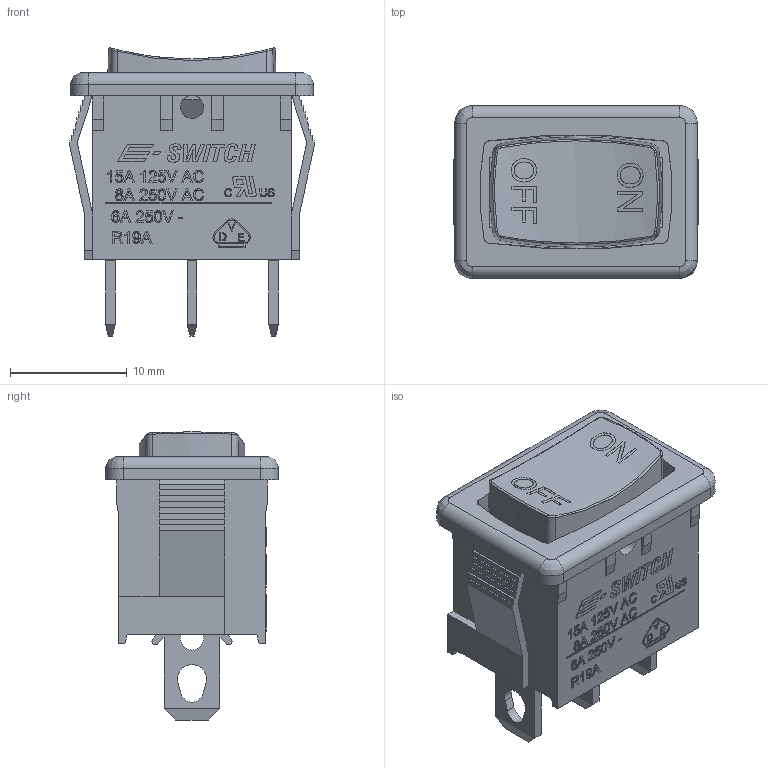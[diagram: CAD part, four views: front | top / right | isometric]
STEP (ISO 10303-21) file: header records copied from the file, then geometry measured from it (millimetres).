
FILE_DESCRIPTION((' '),'2;1');
FILE_NAME('R1966IxxxxxxIF.stp','2017-08-01T08:18:44',(' '),(' '),' ','ACIS',' ');
FILE_SCHEMA(('CONFIG_CONTROL_DESIGN'));
Length unit declared in the file: inch
Products named in the file (1): R1966IxxxxxxIF.stp
Bounding box: 20.94 x 14.8 x 24.71 mm (x, y, z)
Volume: 1797.9 mm3; surface area: 3568 mm2
Topology: 1 solids, 1 shells, 966 faces, 2563 edges, 1672 vertices
Faces by surface type: plane 580, bspline 313, cylinder 61, cone 12
Full cylindrical faces by diameter (mm): 2 x7
Entity records: 38005 total; most frequent: CARTESIAN_POINT 15956, ORIENTED_EDGE 5112, DIRECTION 3405, EDGE_CURVE 2556, VECTOR 1749, LINE 1749, VERTEX_POINT 1670, EDGE_LOOP 1066
